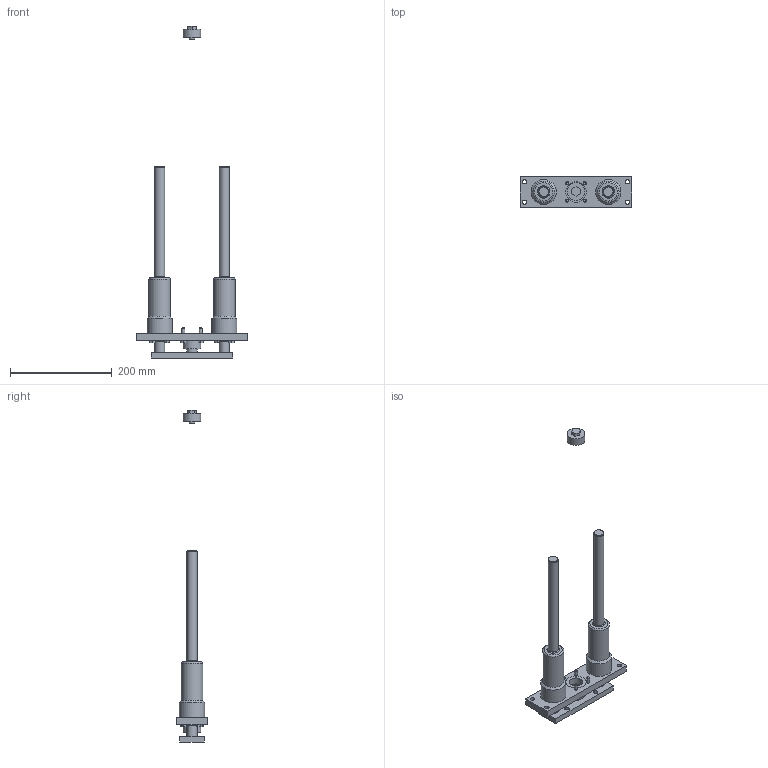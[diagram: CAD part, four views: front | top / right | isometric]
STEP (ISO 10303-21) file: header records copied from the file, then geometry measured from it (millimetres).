
FILE_DESCRIPTION( ( 'STEP AP214' ), '1' );
FILE_NAME( '8417220.step', '2012-09-05T12:51:11', ( ' ' ), ( ' ' ), 'XStep 1.0', ' ', ' ' );
FILE_SCHEMA( ( 'automotive_design' ) );
Length unit declared in the file: millimetre
Products named in the file (3): 1; 2; 3
Bounding box: 220 x 60 x 652.4 mm (x, y, z)
Volume: 775002.7 mm3; surface area: 166405 mm2
Topology: 3 solids, 19 shells, 254 faces, 570 edges, 382 vertices
Faces by surface type: plane 152, cylinder 78, cone 22, torus 2
Full cylindrical faces by diameter (mm): 4.918 x16, 6 x24, 6.2 x12, 8.5 x8, 10 x3, 20 x4, 21 x1, 27 x3, 35 x2, 39.96 x1, 42 x2, 49.5 x2
Entity records: 8596 total; most frequent: CARTESIAN_POINT 1430, DIRECTION 1052, ORIENTED_EDGE 822, EDGE_LOOP 422, EDGE_CURVE 411, AXIS2_PLACEMENT_3D 397, FACE_OUTER_BOUND 334, VERTEX_POINT 333
